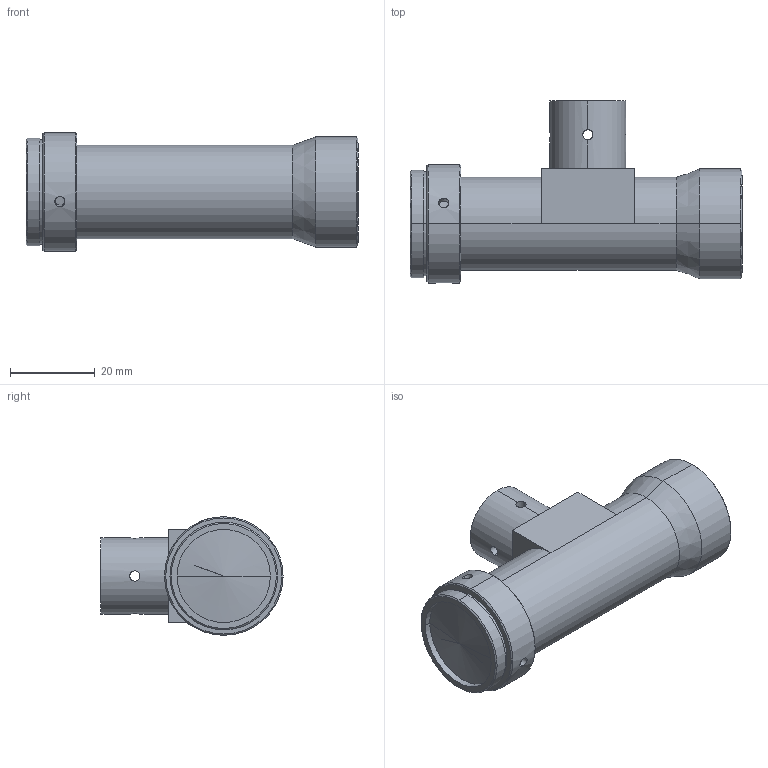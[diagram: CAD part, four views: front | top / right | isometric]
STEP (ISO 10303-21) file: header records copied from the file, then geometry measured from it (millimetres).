
FILE_DESCRIPTION (( 'STEP AP203' ), '1' );
FILE_NAME ('WWH15-65CT.STEP', '2019-12-03T03:33:43', ( 'Windows 蚚誧' ), ( '' ), 'SwSTEP 2.0', 'SolidWorks 2017', '' );
FILE_SCHEMA (( 'CONFIG_CONTROL_DESIGN' ));
Length unit declared in the file: millimetre
Products named in the file (1): WWH15-65CT
Bounding box: 78.39 x 43 x 28 mm (x, y, z)
Volume: 37856.6 mm3; surface area: 9796.1 mm2
Topology: 1 solids, 1 shells, 102 faces, 232 edges, 147 vertices
Faces by surface type: cylinder 60, cone 23, plane 19
Entity records: 3547 total; most frequent: CARTESIAN_POINT 1184, DIRECTION 476, ORIENTED_EDGE 460, EDGE_CURVE 230, AXIS2_PLACEMENT_3D 195, VERTEX_POINT 147, EDGE_LOOP 127, ADVANCED_FACE 102
